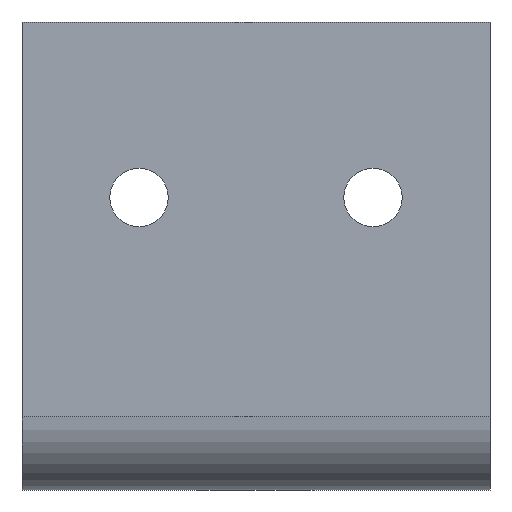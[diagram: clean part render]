
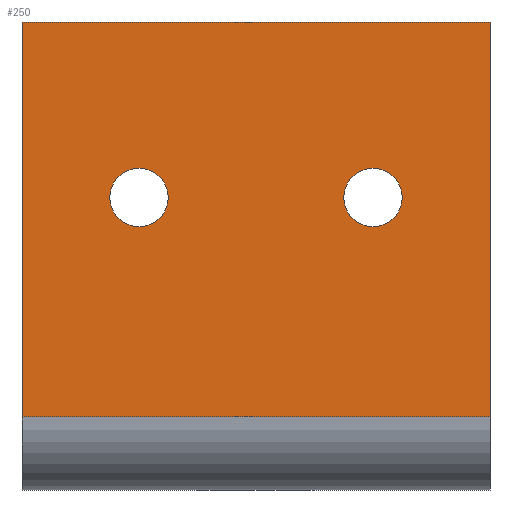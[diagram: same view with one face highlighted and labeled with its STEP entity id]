
A CAD part, front view. The second image highlights one B-rep face of the part: STEP entity #250.
In plain terms, the highlighted planar face has unit normal (0, -1, 0).
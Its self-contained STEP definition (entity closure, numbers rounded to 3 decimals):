
#6 = LINE ( 'NONE', #465, #166 ) ;
#14 = VERTEX_POINT ( 'NONE', #353 ) ;
#31 = EDGE_CURVE ( 'NONE', #390, #14, #532, .T. ) ;
#47 = CIRCLE ( 'NONE', #118, 2.5 ) ;
#68 = EDGE_CURVE ( 'NONE', #490, #83, #316, .T. ) ;
#73 = DIRECTION ( 'NONE',  ( 0., 0., 1. ) ) ;
#83 = VERTEX_POINT ( 'NONE', #373 ) ;
#87 = LINE ( 'NONE', #348, #393 ) ;
#91 = EDGE_LOOP ( 'NONE', ( #113, #222 ) ) ;
#92 = VECTOR ( 'NONE', #269, 1000. ) ;
#95 = CARTESIAN_POINT ( 'NONE',  ( 40., 0., 6.25 ) ) ;
#96 = ORIENTED_EDGE ( 'NONE', *, *, #31, .T. ) ;
#97 = CARTESIAN_POINT ( 'NONE',  ( 40., 0., 6.25 ) ) ;
#102 = AXIS2_PLACEMENT_3D ( 'NONE', #421, #199, #461 ) ;
#108 = CARTESIAN_POINT ( 'NONE',  ( 30., 0., 25. ) ) ;
#113 = ORIENTED_EDGE ( 'NONE', *, *, #198, .T. ) ;
#116 = ORIENTED_EDGE ( 'NONE', *, *, #378, .F. ) ;
#118 = AXIS2_PLACEMENT_3D ( 'NONE', #379, #544, #158 ) ;
#119 = ORIENTED_EDGE ( 'NONE', *, *, #345, .T. ) ;
#132 = DIRECTION ( 'NONE',  ( 0., 0., 1. ) ) ;
#135 = CARTESIAN_POINT ( 'NONE',  ( 0., 0., 40. ) ) ;
#137 = DIRECTION ( 'NONE',  ( 0., 1., 0. ) ) ;
#151 = CARTESIAN_POINT ( 'NONE',  ( 10., 0., 22.5 ) ) ;
#156 = AXIS2_PLACEMENT_3D ( 'NONE', #309, #137, #350 ) ;
#157 = CARTESIAN_POINT ( 'NONE',  ( 40., 0., 40. ) ) ;
#158 = DIRECTION ( 'NONE',  ( 0., 0., 1. ) ) ;
#166 = VECTOR ( 'NONE', #262, 1000. ) ;
#198 = EDGE_CURVE ( 'NONE', #83, #490, #47, .T. ) ;
#199 = DIRECTION ( 'NONE',  ( 0., 1., 0. ) ) ;
#222 = ORIENTED_EDGE ( 'NONE', *, *, #68, .T. ) ;
#250 = ADVANCED_FACE ( 'NONE', ( #346, #389, #505 ), #300, .F. ) ;
#262 = DIRECTION ( 'NONE',  ( 1., 0., 0. ) ) ;
#265 = CARTESIAN_POINT ( 'NONE',  ( 30., 0., 25. ) ) ;
#266 = EDGE_CURVE ( 'NONE', #14, #390, #308, .T. ) ;
#269 = DIRECTION ( 'NONE',  ( 1., 0., 0. ) ) ;
#270 = ORIENTED_EDGE ( 'NONE', *, *, #283, .F. ) ;
#281 = LINE ( 'NONE', #516, #512 ) ;
#283 = EDGE_CURVE ( 'NONE', #327, #524, #6, .T. ) ;
#287 = EDGE_CURVE ( 'NONE', #327, #536, #87, .T. ) ;
#294 = EDGE_LOOP ( 'NONE', ( #96, #298 ) ) ;
#298 = ORIENTED_EDGE ( 'NONE', *, *, #266, .T. ) ;
#300 = PLANE ( 'NONE',  #156 ) ;
#308 = CIRCLE ( 'NONE', #403, 2.5 ) ;
#309 = CARTESIAN_POINT ( 'NONE',  ( 0., 0., 40. ) ) ;
#313 = CARTESIAN_POINT ( 'NONE',  ( 30., 0., 27.5 ) ) ;
#316 = CIRCLE ( 'NONE', #102, 2.5 ) ;
#319 = DIRECTION ( 'NONE',  ( 0., 1., 0. ) ) ;
#327 = VERTEX_POINT ( 'NONE', #135 ) ;
#345 = EDGE_CURVE ( 'NONE', #536, #452, #472, .T. ) ;
#346 = FACE_BOUND ( 'NONE', #91, .T. ) ;
#347 = ORIENTED_EDGE ( 'NONE', *, *, #287, .T. ) ;
#348 = CARTESIAN_POINT ( 'NONE',  ( 0., 0., 40. ) ) ;
#350 = DIRECTION ( 'NONE',  ( 0., 0., 1. ) ) ;
#353 = CARTESIAN_POINT ( 'NONE',  ( 30., 0., 22.5 ) ) ;
#373 = CARTESIAN_POINT ( 'NONE',  ( 10., 0., 27.5 ) ) ;
#378 = EDGE_CURVE ( 'NONE', #524, #452, #281, .T. ) ;
#379 = CARTESIAN_POINT ( 'NONE',  ( 10., 0., 25. ) ) ;
#382 = DIRECTION ( 'NONE',  ( 0., 1., 0. ) ) ;
#389 = FACE_BOUND ( 'NONE', #294, .T. ) ;
#390 = VERTEX_POINT ( 'NONE', #313 ) ;
#393 = VECTOR ( 'NONE', #427, 1000. ) ;
#403 = AXIS2_PLACEMENT_3D ( 'NONE', #265, #382, #132 ) ;
#405 = EDGE_LOOP ( 'NONE', ( #347, #119, #116, #270 ) ) ;
#421 = CARTESIAN_POINT ( 'NONE',  ( 10., 0., 25. ) ) ;
#427 = DIRECTION ( 'NONE',  ( 0., 0., -1. ) ) ;
#441 = DIRECTION ( 'NONE',  ( 0., 0., -1. ) ) ;
#452 = VERTEX_POINT ( 'NONE', #97 ) ;
#461 = DIRECTION ( 'NONE',  ( 0., 0., 1. ) ) ;
#465 = CARTESIAN_POINT ( 'NONE',  ( 0., 0., 40. ) ) ;
#472 = LINE ( 'NONE', #95, #92 ) ;
#490 = VERTEX_POINT ( 'NONE', #151 ) ;
#491 = CARTESIAN_POINT ( 'NONE',  ( 0., 0., 6.25 ) ) ;
#505 = FACE_OUTER_BOUND ( 'NONE', #405, .T. ) ;
#512 = VECTOR ( 'NONE', #441, 1000. ) ;
#516 = CARTESIAN_POINT ( 'NONE',  ( 40., 0., 40. ) ) ;
#524 = VERTEX_POINT ( 'NONE', #157 ) ;
#530 = AXIS2_PLACEMENT_3D ( 'NONE', #108, #319, #73 ) ;
#532 = CIRCLE ( 'NONE', #530, 2.5 ) ;
#536 = VERTEX_POINT ( 'NONE', #491 ) ;
#544 = DIRECTION ( 'NONE',  ( 0., 1., 0. ) ) ;
